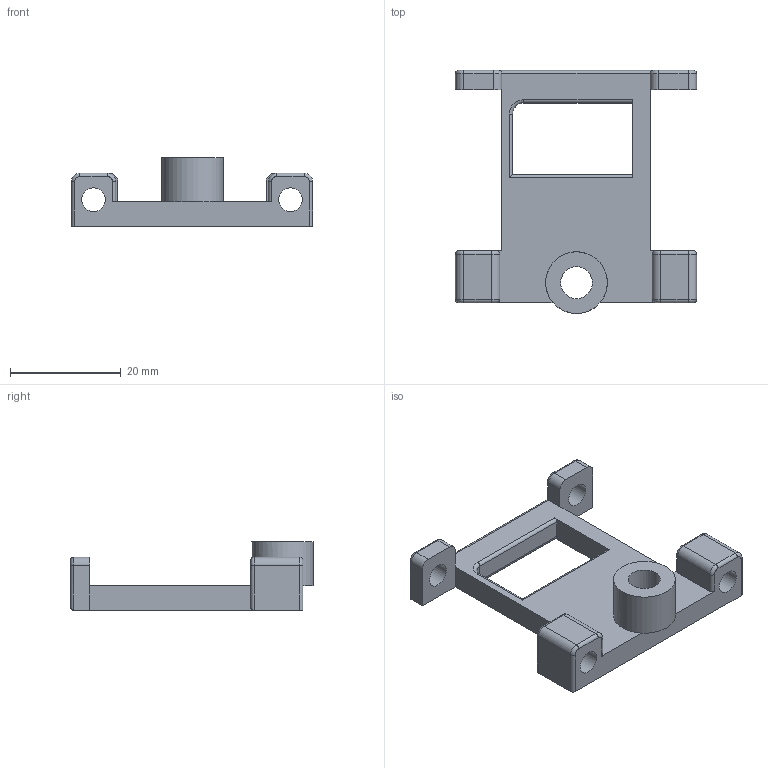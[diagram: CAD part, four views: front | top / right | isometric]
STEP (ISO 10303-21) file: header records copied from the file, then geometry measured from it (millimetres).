
FILE_DESCRIPTION(/* description */ ('STEP AP242','CAx-IF Rec.Pracs.---Representation and Presentation of Product Manufacturing Information (PMI)---4.0---2014-10-13','CAx-IF Rec.Pracs.---3D Tessellated Geometry---0.4---2014-09-14','2;1'),/* implementation_level */ '2;1');
FILE_NAME(/* name */ '6638c00742a8c02f55648e46',/* time_stamp */ '2024-05-06T11:33:28Z',/* author */ (''),/* organization */ (''),/* preprocessor_version */ 'ST-DEVELOPER v20',/* originating_system */ ' ',/* authorisation */ ' ');
FILE_SCHEMA (('AP242_MANAGED_MODEL_BASED_3D_ENGINEERING_MIM_LF { 1 0 10303 442 1 1 4 }'));
Length unit declared in the file: metre
Products named in the file (1): Pen lifter
Bounding box: 43.6 x 43.96 x 12.4 mm (x, y, z)
Volume: 5797.1 mm3; surface area: 4528.7 mm2
Topology: 1 solids, 1 shells, 83 faces, 206 edges, 125 vertices
Faces by surface type: cylinder 41, plane 28, torus 14
Full cylindrical faces by diameter (mm): 4.3 x4, 5.8 x1, 11.158 x1
Entity records: 2453 total; most frequent: DIRECTION 457, CARTESIAN_POINT 405, ORIENTED_EDGE 396, EDGE_CURVE 198, AXIS2_PLACEMENT_3D 175, VERTEX_POINT 123, LINE 107, VECTOR 107
